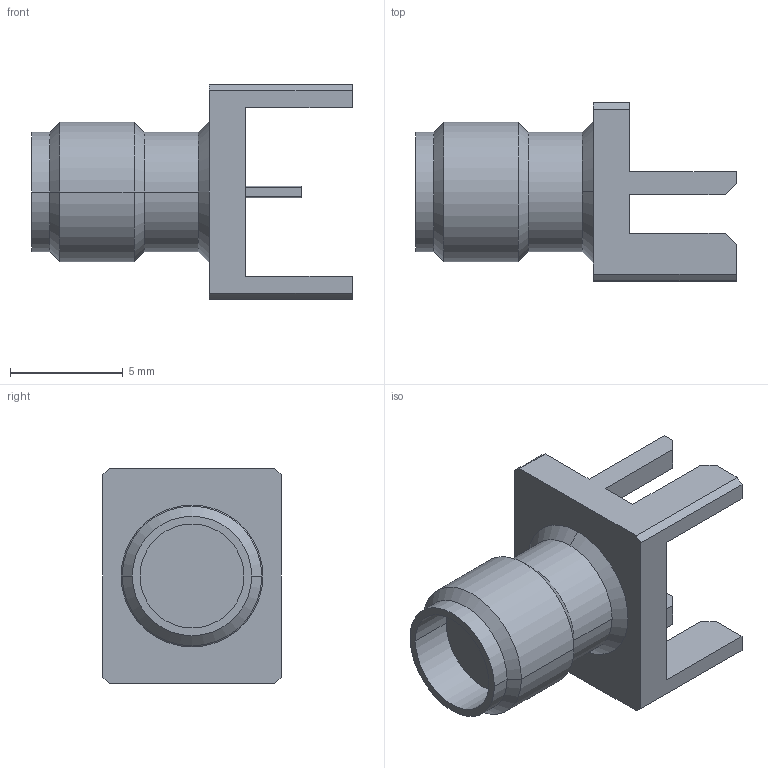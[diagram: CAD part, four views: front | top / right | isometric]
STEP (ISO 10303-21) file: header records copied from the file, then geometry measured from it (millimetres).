
FILE_DESCRIPTION (( 'STEP AP214' ), '1' );
FILE_NAME ('FMCN5486_3D.step', '2025-08-25T14:10:57', ( '' ), ( '' ), 'SwSTEP 2.0', 'SolidWorks 2022', '' );
FILE_SCHEMA (( 'AUTOMOTIVE_DESIGN' ));
Length unit declared in the file: millimetre
Products named in the file (1): FMCN5486_3D
Bounding box: 14.25 x 7.92 x 9.52 mm (x, y, z)
Volume: 323.1 mm3; surface area: 477.4 mm2
Topology: 1 solids, 1 shells, 56 faces, 140 edges, 90 vertices
Faces by surface type: plane 32, cylinder 16, cone 8
Entity records: 1700 total; most frequent: DIRECTION 296, CARTESIAN_POINT 287, ORIENTED_EDGE 280, EDGE_CURVE 140, AXIS2_PLACEMENT_3D 99, LINE 98, VECTOR 98, VERTEX_POINT 90
